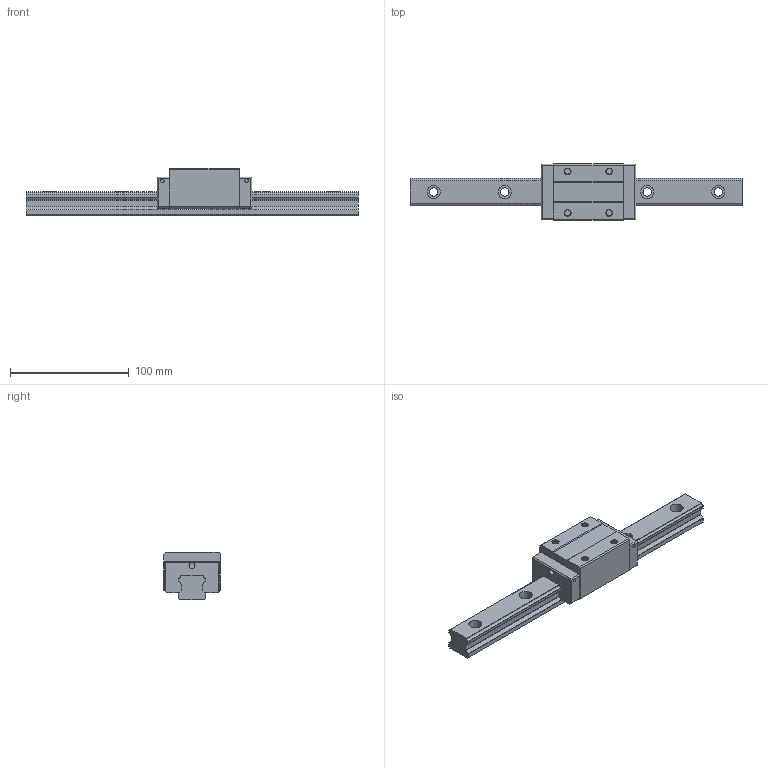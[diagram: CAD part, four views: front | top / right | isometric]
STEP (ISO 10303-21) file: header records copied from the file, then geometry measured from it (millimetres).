
FILE_DESCRIPTION(/* description */ (''),/* implementation_level */ '2;1');
FILE_NAME(/* name */ 'TRH25VN.stp',/* time_stamp */ '2012-09-21T09:59:54+08:00',/* author */ (''),/* organization */ (''),/* preprocessor_version */ 'ST-DEVELOPER v11',/* originating_system */ 'SIEMENS UGS NX 6.0',/* authorisation */ '');
FILE_SCHEMA (('CONFIG_CONTROL_DESIGN'));
Length unit declared in the file: millimetre
Products named in the file (1): fann9E27ofxj
Bounding box: 280 x 48 x 40 mm (x, y, z)
Volume: 206323.9 mm3; surface area: 46460.7 mm2
Topology: 2 solids, 2 shells, 162 faces, 447 edges, 304 vertices
Faces by surface type: plane 87, cylinder 58, bspline 12, cone 5
Full cylindrical faces by diameter (mm): 3 x4, 5.08 x2, 7 x5, 11 x5
Entity records: 13932 total; most frequent: CARTESIAN_POINT 9869, ORIENTED_EDGE 842, DIRECTION 758, EDGE_CURVE 421, VERTEX_POINT 299, AXIS2_PLACEMENT_3D 268, LINE 222, VECTOR 222
